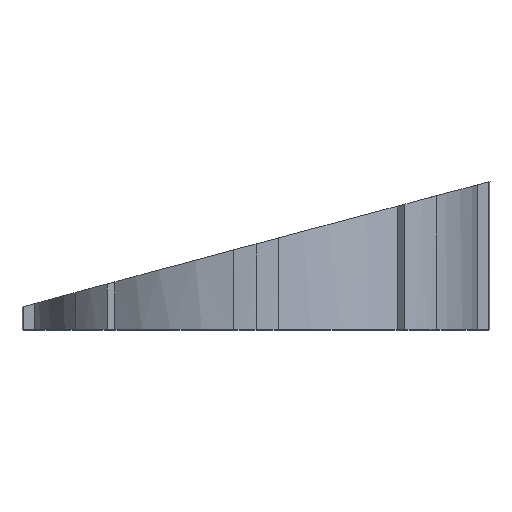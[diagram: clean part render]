
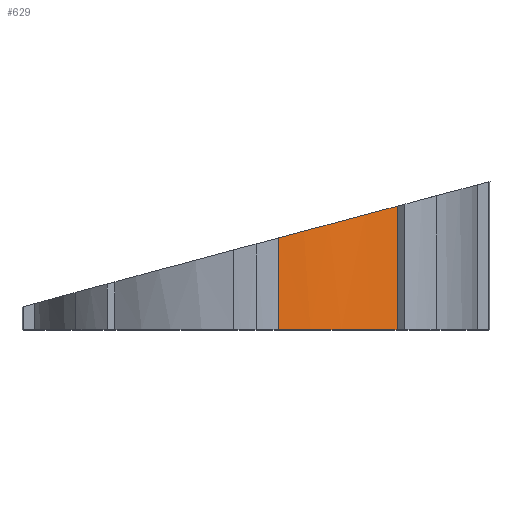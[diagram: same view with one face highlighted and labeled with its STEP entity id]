
A CAD part, top view. The second image highlights one B-rep face of the part: STEP entity #629.
In plain terms, the highlighted cylindrical face has radius 20 mm (diameter 40 mm), a partial arc.
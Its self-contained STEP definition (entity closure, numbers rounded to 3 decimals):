
#38 = DIRECTION ( 'NONE',  ( 0., -1., 0. ) ) ;
#64 = CARTESIAN_POINT ( 'NONE',  ( 9.593, 10.256, 17.99 ) ) ;
#77 = VERTEX_POINT ( 'NONE', #1165 ) ;
#79 = CARTESIAN_POINT ( 'NONE',  ( 5.937, 9.276, 19.504 ) ) ;
#91 = EDGE_CURVE ( 'NONE', #999, #442, #580, .T. ) ;
#123 = CARTESIAN_POINT ( 'NONE',  ( 12.657, 20., 15.485 ) ) ;
#164 = CARTESIAN_POINT ( 'NONE',  ( 0., 0., 0. ) ) ;
#180 = DIRECTION ( 'NONE',  ( 0., -1., 0. ) ) ;
#255 = CARTESIAN_POINT ( 'NONE',  ( 2., 8.221, 19.9 ) ) ;
#277 = DIRECTION ( 'NONE',  ( 0., 1., 0. ) ) ;
#327 = ORIENTED_EDGE ( 'NONE', *, *, #1205, .T. ) ;
#351 = EDGE_LOOP ( 'NONE', ( #363, #327, #496, #1226 ) ) ;
#363 = ORIENTED_EDGE ( 'NONE', *, *, #920, .T. ) ;
#428 = CIRCLE ( 'NONE', #969, 20. ) ;
#442 = VERTEX_POINT ( 'NONE', #768 ) ;
#487 = VECTOR ( 'NONE', #180, 1000. ) ;
#496 = ORIENTED_EDGE ( 'NONE', *, *, #91, .T. ) ;
#497 = CARTESIAN_POINT ( 'NONE',  ( 2., 8.221, 19.9 ) ) ;
#510 = VECTOR ( 'NONE', #943, 1000. ) ;
#565 = FACE_OUTER_BOUND ( 'NONE', #351, .T. ) ;
#580 = LINE ( 'NONE', #975, #487 ) ;
#629 = ADVANCED_FACE ( 'NONE', ( #565 ), #859, .T. ) ;
#642 = VERTEX_POINT ( 'NONE', #781 ) ;
#768 = CARTESIAN_POINT ( 'NONE',  ( 2., 0., 19.9 ) ) ;
#781 = CARTESIAN_POINT ( 'NONE',  ( 12.657, 11.077, 15.485 ) ) ;
#859 = CYLINDRICAL_SURFACE ( 'NONE', #1175, 20. ) ;
#920 = EDGE_CURVE ( 'NONE', #77, #642, #1035, .T. ) ;
#943 = DIRECTION ( 'NONE',  ( 0., 1., 0. ) ) ;
#958 = CARTESIAN_POINT ( 'NONE',  ( 0., 20., 0. ) ) ;
#963 = DIRECTION ( 'NONE',  ( 0., 0., -1. ) ) ;
#969 = AXIS2_PLACEMENT_3D ( 'NONE', #164, #277, #977 ) ;
#975 = CARTESIAN_POINT ( 'NONE',  ( 2., 20., 19.9 ) ) ;
#977 = DIRECTION ( 'NONE',  ( 0., 0., 1. ) ) ;
#991 = CARTESIAN_POINT ( 'NONE',  ( 12.657, 11.077, 15.485 ) ) ;
#999 = VERTEX_POINT ( 'NONE', #255 ) ;
#1035 = LINE ( 'NONE', #123, #510 ) ;
#1165 = CARTESIAN_POINT ( 'NONE',  ( 12.657, 0., 15.485 ) ) ;
#1175 = AXIS2_PLACEMENT_3D ( 'NONE', #958, #38, #963 ) ;
#1205 = EDGE_CURVE ( 'NONE', #642, #999, #1271, .T. ) ;
#1226 = ORIENTED_EDGE ( 'NONE', *, *, #1229, .T. ) ;
#1229 = EDGE_CURVE ( 'NONE', #442, #77, #428, .T. ) ;
#1271 =( BOUNDED_CURVE ( )  B_SPLINE_CURVE ( 3, ( #991, #64, #79, #497 ),
 .UNSPECIFIED., .F., .T. ) 
 B_SPLINE_CURVE_WITH_KNOTS ( ( 4, 4 ),
 ( 4.027, 4.612 ),
 .UNSPECIFIED. ) 
 CURVE ( )  GEOMETRIC_REPRESENTATION_ITEM ( )  RATIONAL_B_SPLINE_CURVE ( ( 1., 0.972, 0.972, 1. ) ) 
 REPRESENTATION_ITEM ( '' )  );
